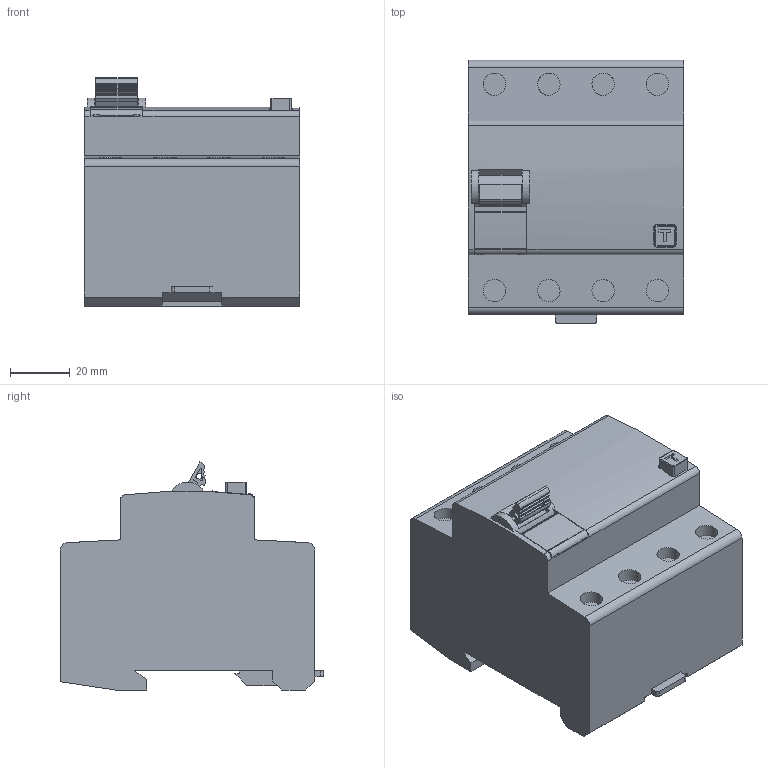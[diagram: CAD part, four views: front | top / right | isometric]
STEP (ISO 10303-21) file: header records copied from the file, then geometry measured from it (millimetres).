
FILE_DESCRIPTION(/* description */ (''),/* implementation_level */ '2;1');
FILE_NAME(/* name */ 'RP4_step.stp',/* time_stamp */ '2012-02-21T11:12:58+01:00',/* author */ (''),/* organization */ (''),/* preprocessor_version */ 'ST-DEVELOPER v11',/* originating_system */ 'SIEMENS PLM Software NX 7.5',/* authorisation */ '');
FILE_SCHEMA (('AUTOMOTIVE_DESIGN { 1 0 10303 214 1 1 1 1 }'));
Length unit declared in the file: millimetre
Products named in the file (1): Sass98BEqd3t
Bounding box: 72 x 88 x 76.24 mm (x, y, z)
Volume: 332717.2 mm3; surface area: 33840.7 mm2
Topology: 1 solids, 1 shells, 187 faces, 506 edges, 332 vertices
Faces by surface type: plane 128, cylinder 55, torus 4
Full cylindrical faces by diameter (mm): 1.917 x1, 7.5 x8
Entity records: 5852 total; most frequent: CARTESIAN_POINT 1062, DIRECTION 1007, ORIENTED_EDGE 978, EDGE_CURVE 489, LINE 341, VECTOR 341, AXIS2_PLACEMENT_3D 333, VERTEX_POINT 324
